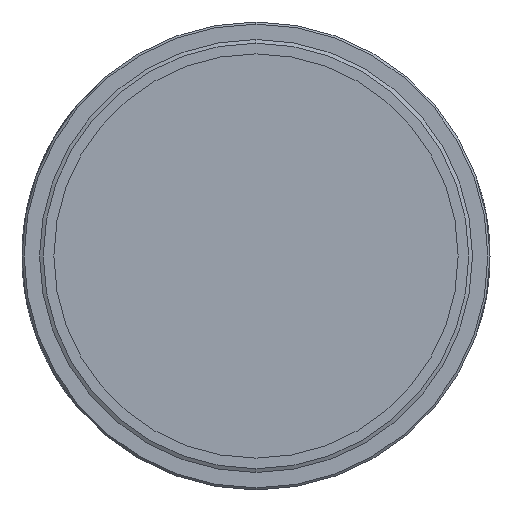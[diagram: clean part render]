
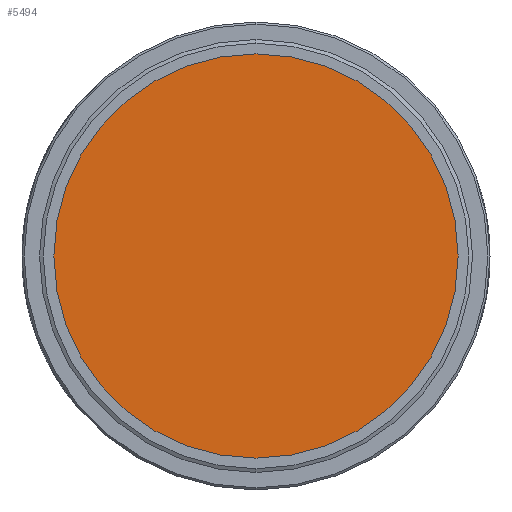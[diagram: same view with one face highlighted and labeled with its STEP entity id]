
A CAD part, left-side view. The second image highlights one B-rep face of the part: STEP entity #5494.
In plain terms, the highlighted planar face has unit normal (-1, 0, 0).
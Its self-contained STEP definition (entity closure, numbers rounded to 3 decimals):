
#143 = CARTESIAN_POINT ( 'NONE',  ( -5.207, 0., 0. ) ) ;
#1315 = DIRECTION ( 'NONE',  ( 0., -0.44, 0.898 ) ) ;
#1367 = AXIS2_PLACEMENT_3D ( 'NONE', #143, #8254, #1315 ) ;
#1556 = CARTESIAN_POINT ( 'NONE',  ( -5.207, 11.055, -22.59 ) ) ;
#1724 = CIRCLE ( 'NONE', #1367, 25.15 ) ;
#2758 = PLANE ( 'NONE',  #11366 ) ;
#3102 = CARTESIAN_POINT ( 'NONE',  ( -5.207, -11.055, 22.59 ) ) ;
#3297 = EDGE_CURVE ( 'NONE', #11220, #4669, #1724, .T. ) ;
#3714 = EDGE_CURVE ( 'NONE', #4669, #11220, #4045, .T. ) ;
#3913 = CARTESIAN_POINT ( 'NONE',  ( -5.207, 0., 0. ) ) ;
#4045 = CIRCLE ( 'NONE', #9934, 25.15 ) ;
#4443 = CARTESIAN_POINT ( 'NONE',  ( -5.207, 0., 0. ) ) ;
#4669 = VERTEX_POINT ( 'NONE', #1556 ) ;
#4963 = FACE_OUTER_BOUND ( 'NONE', #13980, .T. ) ;
#5105 = DIRECTION ( 'NONE',  ( 0., -0.44, 0.898 ) ) ;
#5494 = ADVANCED_FACE ( 'NONE', ( #4963 ), #2758, .F. ) ;
#5609 = DIRECTION ( 'NONE',  ( 0., -0.44, 0.898 ) ) ;
#8254 = DIRECTION ( 'NONE',  ( -1., 0., 0. ) ) ;
#9934 = AXIS2_PLACEMENT_3D ( 'NONE', #4443, #12569, #5609 ) ;
#9979 = ORIENTED_EDGE ( 'NONE', *, *, #3714, .T. ) ;
#11220 = VERTEX_POINT ( 'NONE', #3102 ) ;
#11366 = AXIS2_PLACEMENT_3D ( 'NONE', #3913, #12049, #5105 ) ;
#12049 = DIRECTION ( 'NONE',  ( 1., 0., 0. ) ) ;
#12569 = DIRECTION ( 'NONE',  ( -1., 0., 0. ) ) ;
#13980 = EDGE_LOOP ( 'NONE', ( #14099, #9979 ) ) ;
#14099 = ORIENTED_EDGE ( 'NONE', *, *, #3297, .T. ) ;
